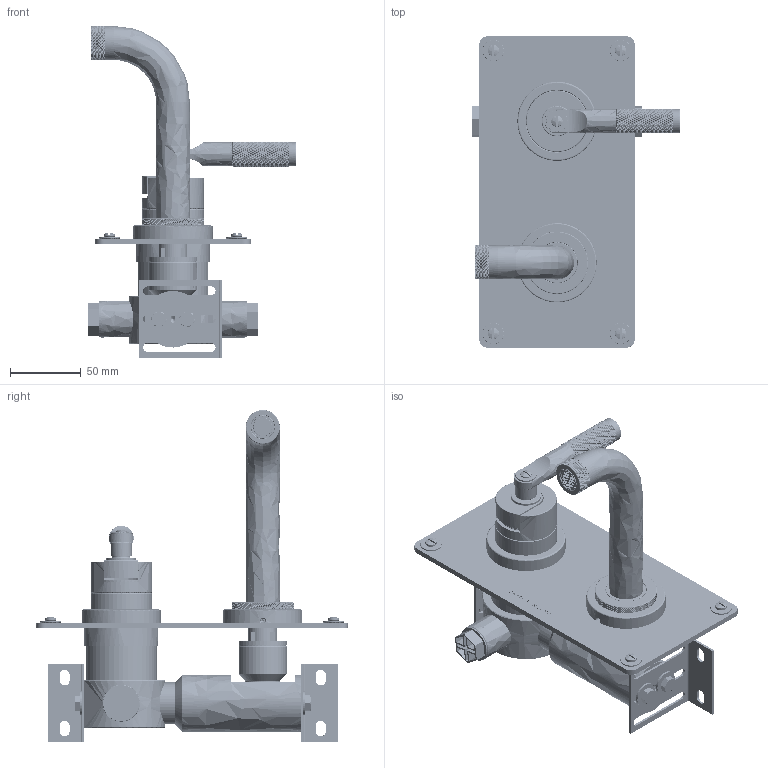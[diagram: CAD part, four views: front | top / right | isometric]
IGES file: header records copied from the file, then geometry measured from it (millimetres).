
Global section: file name: V7KA20S-1LK-LH; native system: Autodesk Inventor 2020; preprocessor: unknown; author: rclarke; date: 20230106.133410; units: millimetre
Bounding box: 147.1 x 220 x 234.65 mm (x, y, z)
Volume: 518075.8 mm3; surface area: 277533.3 mm2
Topology: 65 solids, 66 shells, 14964 faces, 32933 edges, 18307 vertices
Faces by surface type: bspline 14964
